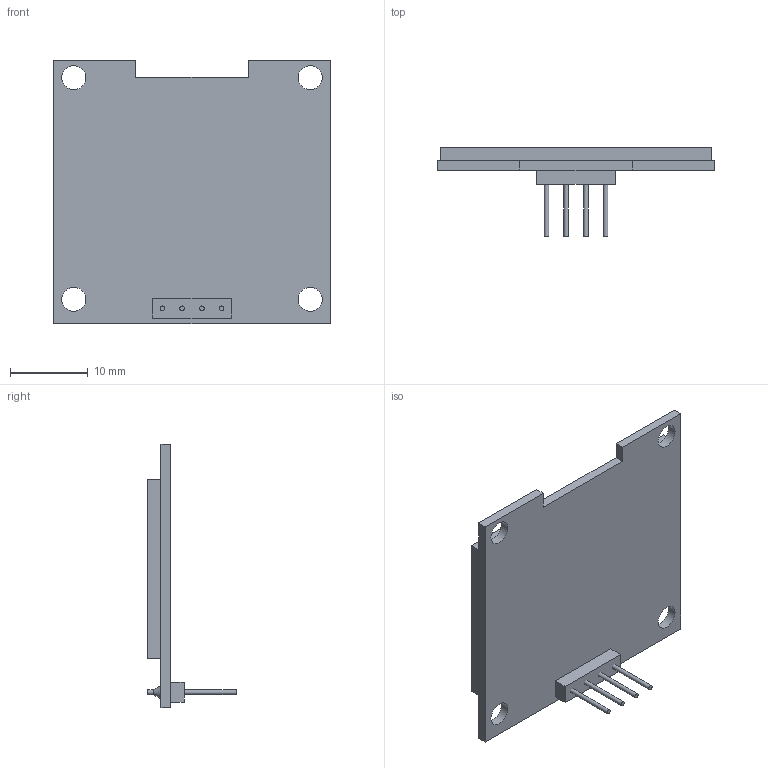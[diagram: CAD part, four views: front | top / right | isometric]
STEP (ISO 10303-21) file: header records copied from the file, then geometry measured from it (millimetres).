
FILE_DESCRIPTION(/* description */ (''),/* implementation_level */ '2;1');
FILE_NAME(/* name */ 'Display_OLED_SSD1306_1.3inch v1.step',/* time_stamp */ '2024-04-29T22:34:18+02:00',/* author */ (''),/* organization */ (''),/* preprocessor_version */ 'ST-DEVELOPER v20',/* originating_system */ 'Autodesk Translation Framework v12.20.1.177',/* authorisation */ '');
FILE_SCHEMA (('AUTOMOTIVE_DESIGN { 1 0 10303 214 3 1 1 }'));
Length unit declared in the file: millimetre
Products named in the file (1): Display_OLED_SSD1306_1.3inch
Bounding box: 35.7 x 11.4 x 34 mm (x, y, z)
Volume: 2806.9 mm3; surface area: 2895 mm2
Topology: 2 solids, 2 shells, 50 faces, 108 edges, 72 vertices
Faces by surface type: plane 34, cylinder 12, cone 4
Full cylindrical faces by diameter (mm): 0.595 x8, 3.1 x4
Entity records: 1463 total; most frequent: DIRECTION 242, CARTESIAN_POINT 231, ORIENTED_EDGE 216, EDGE_CURVE 108, AXIS2_PLACEMENT_3D 83, LINE 76, VECTOR 76, VERTEX_POINT 72
